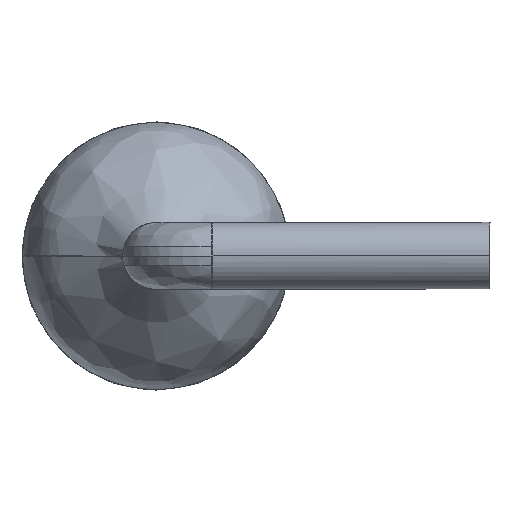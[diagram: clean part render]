
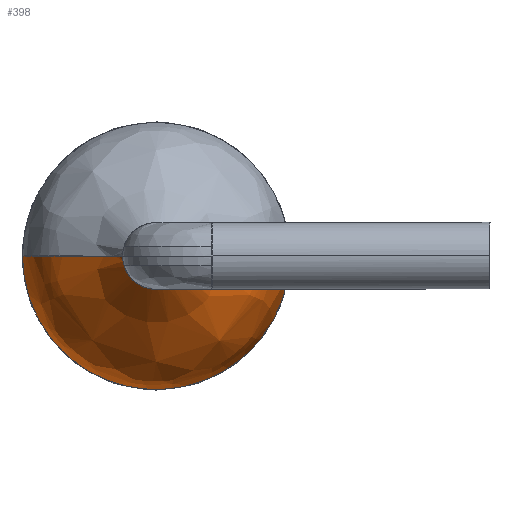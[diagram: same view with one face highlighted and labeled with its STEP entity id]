
A CAD part, left-side view. The second image highlights one B-rep face of the part: STEP entity #398.
In plain terms, the highlighted free-form (B-spline) face has degree [3, 3] with [5, 4] control points.
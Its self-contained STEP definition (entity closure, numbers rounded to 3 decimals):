
#398=ADVANCED_FACE('',(#438),#1096,.T.);
#438=FACE_OUTER_BOUND('',#478,.T.);
#478=EDGE_LOOP('',(#613,#614,#615,#616));
#613=ORIENTED_EDGE('',*,*,#759,.T.);
#614=ORIENTED_EDGE('',*,*,#760,.T.);
#615=ORIENTED_EDGE('',*,*,#761,.T.);
#616=ORIENTED_EDGE('',*,*,#762,.T.);
#759=EDGE_CURVE('',#1041,#1042,#891,.T.);
#760=EDGE_CURVE('',#1042,#1043,#892,.T.);
#761=EDGE_CURVE('',#1043,#1044,#893,.T.);
#762=EDGE_CURVE('',#1044,#1041,#894,.T.);
#891=(
BOUNDED_CURVE()
B_SPLINE_CURVE(3,(#2593,#2594,#2595,#2596,#2597),.UNSPECIFIED.,.F.,.F.)
B_SPLINE_CURVE_WITH_KNOTS((4,1,4),(0.78,0.877,
1.),.UNSPECIFIED.)
CURVE()
GEOMETRIC_REPRESENTATION_ITEM()
RATIONAL_B_SPLINE_CURVE((1.,1.,1.,1.,1.))
REPRESENTATION_ITEM('')
);
#892=(
BOUNDED_CURVE()
B_SPLINE_CURVE(3,(#2598,#2599,#2600,#2601),.UNSPECIFIED.,.F.,.F.)
B_SPLINE_CURVE_WITH_KNOTS((4,4),(0.,1.),.UNSPECIFIED.)
CURVE()
GEOMETRIC_REPRESENTATION_ITEM()
RATIONAL_B_SPLINE_CURVE((1.,0.333,0.333,1.))
REPRESENTATION_ITEM('')
);
#893=(
BOUNDED_CURVE()
B_SPLINE_CURVE(3,(#2602,#2603,#2604,#2605,#2606),.UNSPECIFIED.,.F.,.F.)
B_SPLINE_CURVE_WITH_KNOTS((4,1,4),(-1.,-0.877,-0.78),
 .UNSPECIFIED.)
CURVE()
GEOMETRIC_REPRESENTATION_ITEM()
RATIONAL_B_SPLINE_CURVE((1.,1.,1.,1.,1.))
REPRESENTATION_ITEM('')
);
#894=(
BOUNDED_CURVE()
B_SPLINE_CURVE(3,(#2607,#2608,#2609,#2610),.UNSPECIFIED.,.F.,.F.)
B_SPLINE_CURVE_WITH_KNOTS((4,4),(-1.,0.),.UNSPECIFIED.)
CURVE()
GEOMETRIC_REPRESENTATION_ITEM()
RATIONAL_B_SPLINE_CURVE((1.,0.333,0.333,1.))
REPRESENTATION_ITEM('')
);
#1041=VERTEX_POINT('',#2589);
#1042=VERTEX_POINT('',#2590);
#1043=VERTEX_POINT('',#2591);
#1044=VERTEX_POINT('',#2592);
#1096=(
BOUNDED_SURFACE()
B_SPLINE_SURFACE(3,3,((#2569,#2570,#2571,#2572),(#2573,#2574,#2575,#2576),
(#2577,#2578,#2579,#2580),(#2581,#2582,#2583,#2584),(#2585,#2586,#2587,
#2588)),.UNSPECIFIED.,.F.,.F.,.F.)
B_SPLINE_SURFACE_WITH_KNOTS((4,1,4),(4,4),(0.78,0.877,
1.),(0.,1.),.UNSPECIFIED.)
GEOMETRIC_REPRESENTATION_ITEM()
RATIONAL_B_SPLINE_SURFACE(((1.,0.333,0.333,1.),
(1.,0.333,0.333,1.),(1.,0.333,0.333,
1.),(1.,0.333,0.333,1.),(1.,0.333,0.333,
1.)))
REPRESENTATION_ITEM('')
SURFACE()
);
#2569=CARTESIAN_POINT('',(-2.,1.2,0.));
#2570=CARTESIAN_POINT('',(-2.,1.2,-2.4));
#2571=CARTESIAN_POINT('',(-2.,-1.2,-2.4));
#2572=CARTESIAN_POINT('',(-2.,-1.2,0.));
#2573=CARTESIAN_POINT('',(-2.236,1.182,0.));
#2574=CARTESIAN_POINT('',(-2.236,1.182,-2.363));
#2575=CARTESIAN_POINT('',(-2.236,-1.182,-2.363));
#2576=CARTESIAN_POINT('',(-2.236,-1.182,0.));
#2577=CARTESIAN_POINT('',(-2.789,1.005,0.));
#2578=CARTESIAN_POINT('',(-2.789,1.005,-2.01));
#2579=CARTESIAN_POINT('',(-2.789,-1.005,-2.01));
#2580=CARTESIAN_POINT('',(-2.789,-1.005,0.));
#2581=CARTESIAN_POINT('',(-2.971,0.43,0.));
#2582=CARTESIAN_POINT('',(-2.971,0.43,-0.86));
#2583=CARTESIAN_POINT('',(-2.971,-0.43,-0.86));
#2584=CARTESIAN_POINT('',(-2.971,-0.43,0.));
#2585=CARTESIAN_POINT('',(-3.25,0.3,0.));
#2586=CARTESIAN_POINT('',(-3.25,0.3,-0.6));
#2587=CARTESIAN_POINT('',(-3.25,-0.3,-0.6));
#2588=CARTESIAN_POINT('',(-3.25,-0.3,0.));
#2589=CARTESIAN_POINT('',(-2.,1.2,0.));
#2590=CARTESIAN_POINT('',(-3.25,0.3,0.));
#2591=CARTESIAN_POINT('',(-3.25,-0.3,0.));
#2592=CARTESIAN_POINT('',(-2.,-1.2,0.));
#2593=CARTESIAN_POINT('',(-2.,1.2,0.));
#2594=CARTESIAN_POINT('',(-2.236,1.182,0.));
#2595=CARTESIAN_POINT('',(-2.789,1.005,0.));
#2596=CARTESIAN_POINT('',(-2.971,0.43,0.));
#2597=CARTESIAN_POINT('',(-3.25,0.3,0.));
#2598=CARTESIAN_POINT('',(-3.25,0.3,0.));
#2599=CARTESIAN_POINT('',(-3.25,0.3,-0.6));
#2600=CARTESIAN_POINT('',(-3.25,-0.3,-0.6));
#2601=CARTESIAN_POINT('',(-3.25,-0.3,0.));
#2602=CARTESIAN_POINT('',(-3.25,-0.3,0.));
#2603=CARTESIAN_POINT('',(-2.971,-0.43,0.));
#2604=CARTESIAN_POINT('',(-2.789,-1.005,0.));
#2605=CARTESIAN_POINT('',(-2.236,-1.182,0.));
#2606=CARTESIAN_POINT('',(-2.,-1.2,0.));
#2607=CARTESIAN_POINT('',(-2.,-1.2,0.));
#2608=CARTESIAN_POINT('',(-2.,-1.2,-2.4));
#2609=CARTESIAN_POINT('',(-2.,1.2,-2.4));
#2610=CARTESIAN_POINT('',(-2.,1.2,0.));
